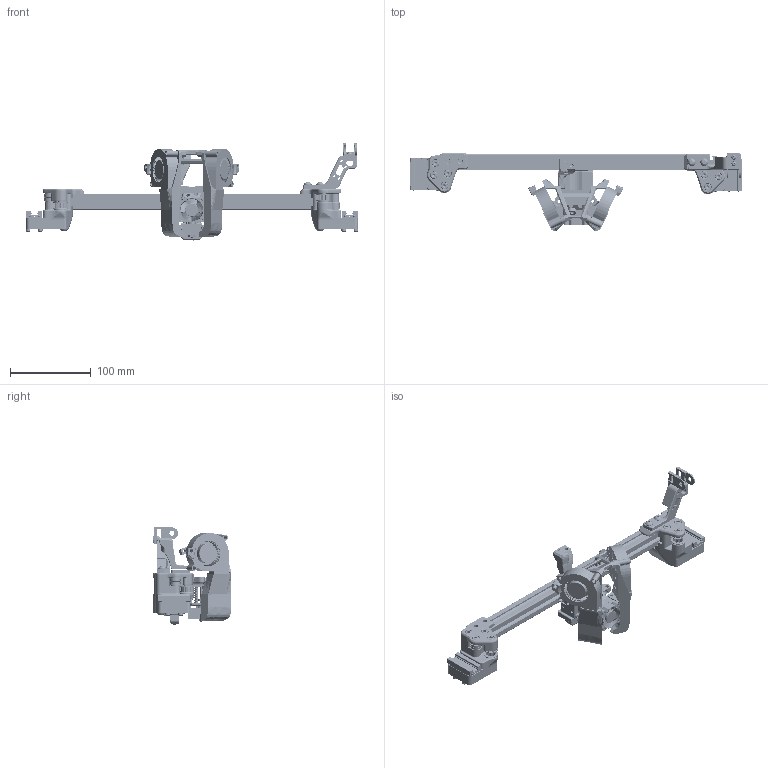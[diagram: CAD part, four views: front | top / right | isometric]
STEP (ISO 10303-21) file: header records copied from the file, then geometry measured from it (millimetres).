
FILE_DESCRIPTION(/* description */ (''),/* implementation_level */ '2;1');
FILE_NAME(/* name */ 'Mantis_MGN9_v1.step',/* time_stamp */ '2022-06-07T05:38:48-05:00',/* author */ (''),/* organization */ (''),/* preprocessor_version */ 'ST-DEVELOPER v19',/* originating_system */ 'Autodesk Translation Framework v11.7.0.108',/* authorisation */ '');
FILE_SCHEMA (('AUTOMOTIVE_DESIGN { 1 0 10303 214 3 1 1 }'));
Products named in the file (60): (Unsaved); Gantry; X Axis; XY Joint - Left; MGN9H (1) (1); Idler Assembly (1); XY Joint - Right; XY Cable Chain Bridge - IGUS; 0 (1); M3x6 BHCS; GT2 20T Idler Gates v2; GT2 20T Idler v3 (2); M5x16 BHCS (2); M5x30 BHCS (1); M3x20 SHCS (2); Idler Assembly (1) (1); M5 1mm Spacer (1); F695 ZZ (1); M5x40 SHCS (2); MGN9H (1) (1) (1); MGN9H - Carriage (9); MGN9H - Carriage (1) (1); MGN9H - Carriage (2) (1); MGN9H - Carriage (3) (1); MGN9H - Carriage (4) (1); MGN9H - Carriage (5) (1); MGN9H - Carriage (6) (1); MGN9H - Carriage (7) (1); MGN9H - Carriage (8) (1); XY Cable Chain Bridge - Generic; 2020 Extrusion; Dragon_Hotend v2; Mag Probe; Probe Dock; 0 (47); Carriage; X Carriage; X Carriage Frame; MGN9H (1); MGN9H - Carriage ...
Assembly tree (94 placements, depth 6):
  (Unsaved)
    Gantry
      X Axis
        XY Joint - Left
          MGN9H (1) (1)
            MGN9H - Carriage (9)
            MGN9H - Carriage (1) (1)
            MGN9H - Carriage (2) (1)
            MGN9H - Carriage (3) (1)
            MGN9H - Carriage (4) (1)
            MGN9H - Carriage (5) (1)
            MGN9H - Carriage (6) (1)
            MGN9H - Carriage (7) (1)
            MGN9H - Carriage (8) (1)
          GT2 20T Idler Gates v2
          M3x20 SHCS (2)  x4
          M5x40 SHCS (2)  x4
          M5x30 BHCS (1)
          Idler Assembly (1)
            M5 1mm Spacer (1)  x2
            F695 ZZ (1)  x2
          GT2 20T Idler v3 (2)
        XY Joint - Right
          XY Cable Chain Bridge - IGUS
            0 (1)
            M3x6 BHCS  x2
          GT2 20T Idler Gates v2
          GT2 20T Idler v3 (2)
          M5x16 BHCS (2)  x2
          M5x30 BHCS (1)
          M5x40 SHCS (2)  x4
          M3x20 SHCS (2)  x2
          Idler Assembly (1) (1)
            M5 1mm Spacer (1)  x2
            F695 ZZ (1)  x2
          MGN9H (1) (1) (1)
            MGN9H - Carriage (9)
            MGN9H - Carriage (1) (1)
            MGN9H - Carriage (2) (1)
            MGN9H - Carriage (3) (1)
            MGN9H - Carriage (4) (1)
            MGN9H - Carriage (5) (1)
            MGN9H - Carriage (6) (1)
            MGN9H - Carriage (7) (1)
            MGN9H - Carriage (8) (1)
          XY Cable Chain Bridge - Generic
        2020 Extrusion
    Dragon_Hotend v2
    Mag Probe
      Probe Dock
        0 (47)  x4
    Carriage
      X Carriage
        X Carriage Frame
          MGN9H (1)
            MGN9H - Carriage
            MGN9H - Carriage (1)
            MGN9H - Carriage (2)
            MGN9H - Carriage (3)
            MGN9H - Carriage (4)
Bounding box: 410.5 x 97.48 x 120.19 mm (x, y, z)
Volume: 369209.2 mm3; surface area: 299034.3 mm2
Topology: 109 solids, 111 shells, 5579 faces, 14670 edges, 9410 vertices
Faces by surface type: plane 2890, cylinder 1726, bspline 429, cone 394, torus 90, sphere 50
Full cylindrical faces by diameter (mm): 1.288 x15, 1.35 x4, 1.8 x10, 1.85 x3, 2 x7, 2.075 x4, 2.15 x2, 2.529 x10, 2.6 x2, 2.603 x12, 2.7 x19, 3 x25, 3.086 x10, 3.2 x24, 3.25 x2, 3.4 x8, 3.5 x7, 3.75 x2, 4 x1, 4.2 x3, 4.5 x4, 4.6 x22, 4.634 x8, 4.7 x9, 5 x34, 5.12 x9, 5.4 x30, 5.5 x6, 5.7 x2, 5.8 x8
Entity records: 197253 total; most frequent: CARTESIAN_POINT 77690, ORIENTED_EDGE 25124, DIRECTION 23910, EDGE_CURVE 12562, AXIS2_PLACEMENT_3D 8439, VERTEX_POINT 8078, LINE 7032, VECTOR 7032
